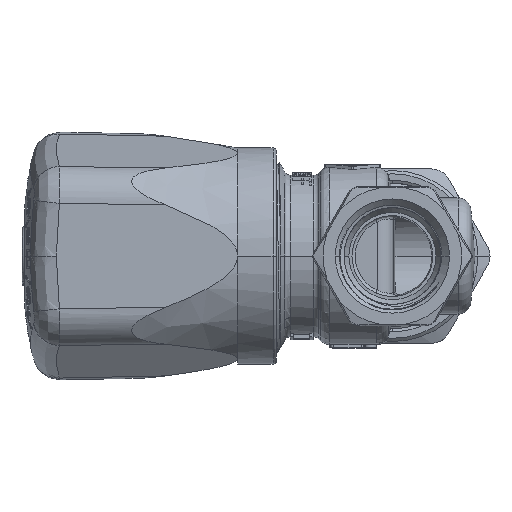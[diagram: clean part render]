
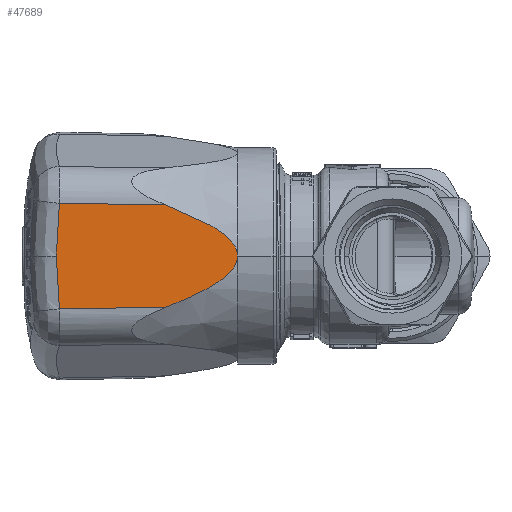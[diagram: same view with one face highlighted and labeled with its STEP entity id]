
A CAD part, left-side view. The second image highlights one B-rep face of the part: STEP entity #47689.
In plain terms, the highlighted planar face has unit normal (-1, -0.018, 0).
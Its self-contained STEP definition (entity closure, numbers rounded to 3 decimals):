
#39215=CARTESIAN_POINT('',(-17.232,51.609,
-8.161));
#39216=CARTESIAN_POINT('',(-17.234,51.715,
-7.258));
#39217=CARTESIAN_POINT('',(-17.237,51.891,
-5.449));
#39218=CARTESIAN_POINT('',(-17.24,52.051,
-2.726));
#39219=CARTESIAN_POINT('',(-17.24,52.086,
-0.909));
#39220=CARTESIAN_POINT('',(-17.24,52.086,
0.));
#39240=CARTESIAN_POINT('',(-17.24,52.086,
0.));
#39241=CARTESIAN_POINT('',(-17.24,52.086,
0.909));
#39242=CARTESIAN_POINT('',(-17.24,52.051,
2.726));
#39243=CARTESIAN_POINT('',(-17.237,51.891,
5.449));
#39244=CARTESIAN_POINT('',(-17.234,51.715,
7.258));
#39245=CARTESIAN_POINT('',(-17.232,51.609,
8.161));
#39607=CARTESIAN_POINT('',(-17.232,51.609,
-8.161));
#39614=DIRECTION('',(-0.017,1.,-0.013));
#39615=VECTOR('',#39614,16.45);
#39616=CARTESIAN_POINT('',(-16.945,35.162,
-7.953));
#39617=LINE('',#39616,#39615);
#39618=CARTESIAN_POINT('',(-16.945,35.162,
-7.953));
#39659=CARTESIAN_POINT('',(-16.945,35.162,
7.953));
#39660=CARTESIAN_POINT('',(-16.935,34.592,
7.737));
#39661=CARTESIAN_POINT('',(-16.916,33.512,
7.315));
#39662=CARTESIAN_POINT('',(-16.891,32.08,
6.716));
#39663=CARTESIAN_POINT('',(-16.869,30.812,
6.146));
#39664=CARTESIAN_POINT('',(-16.849,29.696,
5.603));
#39665=CARTESIAN_POINT('',(-16.832,28.716,
5.086));
#39666=CARTESIAN_POINT('',(-16.817,27.862,
4.592));
#39667=CARTESIAN_POINT('',(-16.804,27.122,
4.121));
#39668=CARTESIAN_POINT('',(-16.793,26.486,
3.672));
#39669=CARTESIAN_POINT('',(-16.784,25.945,
3.244));
#39670=CARTESIAN_POINT('',(-16.776,25.49,
2.837));
#39671=CARTESIAN_POINT('',(-16.769,25.114,
2.452));
#39672=CARTESIAN_POINT('',(-16.764,24.807,
2.088));
#39673=CARTESIAN_POINT('',(-16.76,24.564,
1.746));
#39674=CARTESIAN_POINT('',(-16.757,24.374,
1.424));
#39675=CARTESIAN_POINT('',(-16.754,24.23,
1.12));
#39676=CARTESIAN_POINT('',(-16.752,24.124,
0.828));
#39677=CARTESIAN_POINT('',(-16.751,24.052,
0.548));
#39678=CARTESIAN_POINT('',(-16.75,24.009,
0.273));
#39679=CARTESIAN_POINT('',(-16.75,24.,
0.091));
#39680=CARTESIAN_POINT('',(-16.75,24.,0.));
#39682=CARTESIAN_POINT('',(-16.75,24.,0.));
#39683=CARTESIAN_POINT('',(-16.75,24.,
-0.091));
#39684=CARTESIAN_POINT('',(-16.75,24.009,
-0.273));
#39685=CARTESIAN_POINT('',(-16.751,24.052,
-0.548));
#39686=CARTESIAN_POINT('',(-16.752,24.124,
-0.828));
#39687=CARTESIAN_POINT('',(-16.754,24.23,
-1.12));
#39688=CARTESIAN_POINT('',(-16.757,24.374,
-1.424));
#39689=CARTESIAN_POINT('',(-16.76,24.564,
-1.746));
#39690=CARTESIAN_POINT('',(-16.764,24.807,
-2.088));
#39691=CARTESIAN_POINT('',(-16.769,25.114,
-2.452));
#39692=CARTESIAN_POINT('',(-16.776,25.49,
-2.837));
#39693=CARTESIAN_POINT('',(-16.784,25.945,
-3.244));
#39694=CARTESIAN_POINT('',(-16.793,26.486,
-3.672));
#39695=CARTESIAN_POINT('',(-16.804,27.122,
-4.121));
#39696=CARTESIAN_POINT('',(-16.817,27.862,
-4.592));
#39697=CARTESIAN_POINT('',(-16.832,28.716,
-5.086));
#39698=CARTESIAN_POINT('',(-16.849,29.696,
-5.603));
#39699=CARTESIAN_POINT('',(-16.869,30.812,
-6.146));
#39700=CARTESIAN_POINT('',(-16.891,32.08,
-6.716));
#39701=CARTESIAN_POINT('',(-16.916,33.512,
-7.315));
#39702=CARTESIAN_POINT('',(-16.935,34.592,
-7.737));
#39703=CARTESIAN_POINT('',(-16.945,35.162,
-7.953));
#39744=CARTESIAN_POINT('',(-16.945,35.162,
7.953));
#39746=DIRECTION('',(-0.017,1.,0.013));
#39747=VECTOR('',#39746,16.45);
#39748=CARTESIAN_POINT('',(-16.945,35.162,
7.953));
#39749=LINE('',#39748,#39747);
#44540=CARTESIAN_POINT('',(-16.75,24.,0.));
#44542=VERTEX_POINT('',#44540);
#44560=VERTEX_POINT('',#39744);
#44561=VERTEX_POINT('',#39618);
#44568=VERTEX_POINT('',#39607);
#44570=VERTEX_POINT('',#39220);
#44572=VERTEX_POINT('',#39245);
#47673=CARTESIAN_POINT('',(-17.298,55.379,
-26.466));
#47674=DIRECTION('',(1.,0.017,0.));
#47675=DIRECTION('',(0.017,-1.,0.));
#47676=AXIS2_PLACEMENT_3D('',#47673,#47674,#47675);
#47677=PLANE('',#47676);
#47678=ORIENTED_EDGE('',*,*,#47058,.T.);
#47679=ORIENTED_EDGE('',*,*,#47101,.T.);
#47681=ORIENTED_EDGE('',*,*,#47680,.F.);
#47683=ORIENTED_EDGE('',*,*,#47682,.T.);
#47685=ORIENTED_EDGE('',*,*,#47684,.T.);
#47686=ORIENTED_EDGE('',*,*,#47664,.T.);
#47687=EDGE_LOOP('',(#47678,#47679,#47681,#47683,#47685,#47686));
#47688=FACE_OUTER_BOUND('',#47687,.F.);
#47689=ADVANCED_FACE('',(#47688),#47677,.F.);
#39221=B_SPLINE_CURVE_WITH_KNOTS('',3,(#39215,#39216,#39217,#39218,#39219,
#39220),.UNSPECIFIED.,.F.,.F.,(4,1,1,4),(0.,0.333,
0.667,1.),.UNSPECIFIED.);
#39246=B_SPLINE_CURVE_WITH_KNOTS('',3,(#39240,#39241,#39242,#39243,#39244,
#39245),.UNSPECIFIED.,.F.,.F.,(4,1,1,4),(0.,0.333,
0.667,1.),.UNSPECIFIED.);
#39681=B_SPLINE_CURVE_WITH_KNOTS('',3,(#39659,#39660,#39661,#39662,#39663,
#39664,#39665,#39666,#39667,#39668,#39669,#39670,#39671,#39672,#39673,#39674,
#39675,#39676,#39677,#39678,#39679,#39680),.UNSPECIFIED.,.F.,.F.,(4,1,1,1,1,1,1,
1,1,1,1,1,1,1,1,1,1,1,1,4),(0.,0.053,0.105,
0.158,0.211,0.263,0.316,
0.368,0.421,0.474,0.526,
0.579,0.632,0.684,0.737,
0.789,0.842,0.895,0.947,1.),
.UNSPECIFIED.);
#39704=B_SPLINE_CURVE_WITH_KNOTS('',3,(#39682,#39683,#39684,#39685,#39686,
#39687,#39688,#39689,#39690,#39691,#39692,#39693,#39694,#39695,#39696,#39697,
#39698,#39699,#39700,#39701,#39702,#39703),.UNSPECIFIED.,.F.,.F.,(4,1,1,1,1,1,1,
1,1,1,1,1,1,1,1,1,1,1,1,4),(0.,0.053,0.105,
0.158,0.211,0.263,0.316,
0.368,0.421,0.474,0.526,
0.579,0.632,0.684,0.737,
0.789,0.842,0.895,0.947,1.),
.UNSPECIFIED.);
#47058=EDGE_CURVE('',#44568,#44570,#39221,.T.);
#47101=EDGE_CURVE('',#44570,#44572,#39246,.T.);
#47664=EDGE_CURVE('',#44561,#44568,#39617,.T.);
#47680=EDGE_CURVE('',#44560,#44572,#39749,.T.);
#47682=EDGE_CURVE('',#44560,#44542,#39681,.T.);
#47684=EDGE_CURVE('',#44542,#44561,#39704,.T.);
